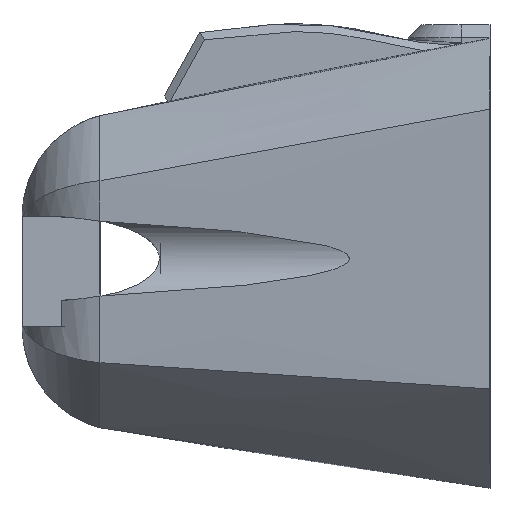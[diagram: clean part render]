
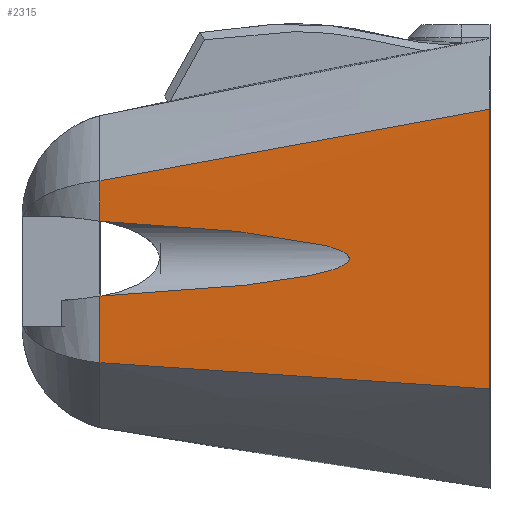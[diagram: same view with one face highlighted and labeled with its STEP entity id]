
A CAD part, left-side view. The second image highlights one B-rep face of the part: STEP entity #2315.
In plain terms, the highlighted free-form (B-spline) face has degree [3, 3] with [4, 4] control points.
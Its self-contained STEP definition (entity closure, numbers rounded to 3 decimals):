
#114=LINE('',#3475,#255);
#115=LINE('',#3493,#256);
#255=VECTOR('',#2523,10.);
#256=VECTOR('',#2528,10.);
#523=FACE_OUTER_BOUND('',#647,.T.);
#647=EDGE_LOOP('',(#2092,#2093,#2094,#2095,#2096,#2097,#2098));
#711=B_SPLINE_CURVE_WITH_KNOTS('',3,(#3500,#3501,#3502,#3503,#3504,#3505,
#3506,#3507,#3508,#3509,#3510,#3511,#3512,#3513),.UNSPECIFIED.,.F.,.F.,
(4,2,2,2,2,2,4),(-6.651,-3.894,-3.066,
-2.898,-2.825,-2.783,-2.749),
 .UNSPECIFIED.);
#712=B_SPLINE_CURVE_WITH_KNOTS('',3,(#3514,#3515,#3516,#3517,#3518,#3519,
#3520,#3521,#3522,#3523,#3524,#3525,#3526,#3527),.UNSPECIFIED.,.F.,.F.,
(4,2,2,2,2,2,4),(-2.749,-2.749,-2.711,
-2.654,-2.503,-1.841,0.),.UNSPECIFIED.);
#769=B_SPLINE_CURVE_WITH_KNOTS('',3,(#4114,#4115,#4116,#4117,#4118,#4119),
 .UNSPECIFIED.,.F.,.F.,(4,2,4),(-2.152,-1.076,0.),
 .UNSPECIFIED.);
#838=B_SPLINE_CURVE_WITH_KNOTS('',3,(#5061,#5062,#5063,#5064),
 .UNSPECIFIED.,.F.,.F.,(4,4),(0.,0.076),.UNSPECIFIED.);
#839=B_SPLINE_CURVE_WITH_KNOTS('',3,(#5065,#5066,#5067,#5068),
 .UNSPECIFIED.,.F.,.F.,(4,4),(0.,0.076),.UNSPECIFIED.);
#909=VERTEX_POINT('',#3472);
#910=VERTEX_POINT('',#3474);
#912=VERTEX_POINT('',#3485);
#913=VERTEX_POINT('',#3492);
#915=VERTEX_POINT('',#3498);
#995=VERTEX_POINT('',#4106);
#996=VERTEX_POINT('',#4113);
#1166=EDGE_CURVE('',#909,#910,#114,.T.);
#1170=EDGE_CURVE('',#912,#913,#115,.T.);
#1174=EDGE_CURVE('',#912,#915,#711,.T.);
#1175=EDGE_CURVE('',#915,#910,#712,.T.);
#1279=EDGE_CURVE('',#996,#995,#769,.T.);
#1434=EDGE_CURVE('',#909,#996,#838,.T.);
#1435=EDGE_CURVE('',#913,#995,#839,.T.);
#2092=ORIENTED_EDGE('',*,*,#1174,.T.);
#2093=ORIENTED_EDGE('',*,*,#1175,.T.);
#2094=ORIENTED_EDGE('',*,*,#1166,.F.);
#2095=ORIENTED_EDGE('',*,*,#1434,.T.);
#2096=ORIENTED_EDGE('',*,*,#1279,.T.);
#2097=ORIENTED_EDGE('',*,*,#1435,.F.);
#2098=ORIENTED_EDGE('',*,*,#1170,.F.);
#2196=B_SPLINE_SURFACE_WITH_KNOTS('',3,3,((#5045,#5046,#5047,#5048),(#5049,
#5050,#5051,#5052),(#5053,#5054,#5055,#5056),(#5057,#5058,#5059,#5060)),
 .UNSPECIFIED.,.F.,.F.,.F.,(4,4),(4,4),(0.,1.),(0.,0.076),
 .UNSPECIFIED.);
#2315=ADVANCED_FACE('',(#523),#2196,.F.);
#2523=DIRECTION('',(0.,0.,1.));
#2528=DIRECTION('',(0.,0.,1.));
#3472=CARTESIAN_POINT('',(-30.,265.,-12.));
#3474=CARTESIAN_POINT('',(-30.,265.,-6.877));
#3475=CARTESIAN_POINT('',(-30.,265.,2.));
#3485=CARTESIAN_POINT('',(-30.,265.,-1.123));
#3492=CARTESIAN_POINT('',(-30.,265.,2.));
#3493=CARTESIAN_POINT('',(-30.,265.,2.));
#3498=CARTESIAN_POINT('',(-31.8,245.829,-4.));
#3500=CARTESIAN_POINT('Ctrl Pts',(-30.,265.,-1.123));
#3501=CARTESIAN_POINT('Ctrl Pts',(-30.618,258.713,-1.423));
#3502=CARTESIAN_POINT('Ctrl Pts',(-31.12,253.312,-1.911));
#3503=CARTESIAN_POINT('Ctrl Pts',(-31.534,248.783,-2.705));
#3504=CARTESIAN_POINT('Ctrl Pts',(-31.655,247.445,-2.981));
#3505=CARTESIAN_POINT('Ctrl Pts',(-31.745,246.441,-3.405));
#3506=CARTESIAN_POINT('Ctrl Pts',(-31.762,246.249,-3.498));
#3507=CARTESIAN_POINT('Ctrl Pts',(-31.782,246.034,-3.654));
#3508=CARTESIAN_POINT('Ctrl Pts',(-31.787,245.969,-3.71));
#3509=CARTESIAN_POINT('Ctrl Pts',(-31.795,245.89,-3.809));
#3510=CARTESIAN_POINT('Ctrl Pts',(-31.797,245.865,-3.85));
#3511=CARTESIAN_POINT('Ctrl Pts',(-31.799,245.836,-3.928));
#3512=CARTESIAN_POINT('Ctrl Pts',(-31.8,245.829,-3.963));
#3513=CARTESIAN_POINT('Ctrl Pts',(-31.8,245.829,-4.));
#3514=CARTESIAN_POINT('Ctrl Pts',(-31.8,245.829,-4.));
#3515=CARTESIAN_POINT('Ctrl Pts',(-31.8,245.829,-4.001));
#3516=CARTESIAN_POINT('Ctrl Pts',(-31.8,245.829,-4.002));
#3517=CARTESIAN_POINT('Ctrl Pts',(-31.8,245.829,-4.044));
#3518=CARTESIAN_POINT('Ctrl Pts',(-31.799,245.838,-4.084));
#3519=CARTESIAN_POINT('Ctrl Pts',(-31.795,245.879,-4.18));
#3520=CARTESIAN_POINT('Ctrl Pts',(-31.792,245.919,-4.232));
#3521=CARTESIAN_POINT('Ctrl Pts',(-31.778,246.079,-4.397));
#3522=CARTESIAN_POINT('Ctrl Pts',(-31.762,246.257,-4.503));
#3523=CARTESIAN_POINT('Ctrl Pts',(-31.667,247.306,-5.001));
#3524=CARTESIAN_POINT('Ctrl Pts',(-31.526,248.871,-5.318));
#3525=CARTESIAN_POINT('Ctrl Pts',(-31.091,253.62,-6.117));
#3526=CARTESIAN_POINT('Ctrl Pts',(-30.599,258.899,-6.586));
#3527=CARTESIAN_POINT('Ctrl Pts',(-30.,265.,-6.877));
#4106=CARTESIAN_POINT('',(-32.743,235.,7.499));
#4113=CARTESIAN_POINT('',(-32.743,235.,-14.021));
#4114=CARTESIAN_POINT('Ctrl Pts',(-32.743,235.,-14.021));
#4115=CARTESIAN_POINT('Ctrl Pts',(-32.743,235.,-10.434));
#4116=CARTESIAN_POINT('Ctrl Pts',(-32.743,235.,-6.847));
#4117=CARTESIAN_POINT('Ctrl Pts',(-32.743,235.,0.326));
#4118=CARTESIAN_POINT('Ctrl Pts',(-32.743,235.,3.913));
#4119=CARTESIAN_POINT('Ctrl Pts',(-32.743,235.,7.499));
#5045=CARTESIAN_POINT('Ctrl Pts',(-30.,265.,-12.));
#5046=CARTESIAN_POINT('Ctrl Pts',(-30.982,255.006,-12.723));
#5047=CARTESIAN_POINT('Ctrl Pts',(-31.896,245.006,-13.397));
#5048=CARTESIAN_POINT('Ctrl Pts',(-32.743,235.,-14.021));
#5049=CARTESIAN_POINT('Ctrl Pts',(-30.,265.,-7.333));
#5050=CARTESIAN_POINT('Ctrl Pts',(-30.982,255.006,-7.159));
#5051=CARTESIAN_POINT('Ctrl Pts',(-31.896,245.006,-6.997));
#5052=CARTESIAN_POINT('Ctrl Pts',(-32.743,235.,-6.847));
#5053=CARTESIAN_POINT('Ctrl Pts',(-30.,265.,-2.667));
#5054=CARTESIAN_POINT('Ctrl Pts',(-30.982,255.006,-1.596));
#5055=CARTESIAN_POINT('Ctrl Pts',(-31.896,245.006,-0.598));
#5056=CARTESIAN_POINT('Ctrl Pts',(-32.743,235.,0.326));
#5057=CARTESIAN_POINT('Ctrl Pts',(-30.,265.,2.));
#5058=CARTESIAN_POINT('Ctrl Pts',(-30.982,255.006,3.968));
#5059=CARTESIAN_POINT('Ctrl Pts',(-31.896,245.006,5.801));
#5060=CARTESIAN_POINT('Ctrl Pts',(-32.743,235.,7.499));
#5061=CARTESIAN_POINT('Ctrl Pts',(-30.,265.,-12.));
#5062=CARTESIAN_POINT('Ctrl Pts',(-30.982,255.006,-12.723));
#5063=CARTESIAN_POINT('Ctrl Pts',(-31.896,245.006,-13.397));
#5064=CARTESIAN_POINT('Ctrl Pts',(-32.743,235.,-14.021));
#5065=CARTESIAN_POINT('Ctrl Pts',(-30.,265.,2.));
#5066=CARTESIAN_POINT('Ctrl Pts',(-30.982,255.006,3.968));
#5067=CARTESIAN_POINT('Ctrl Pts',(-31.896,245.006,5.801));
#5068=CARTESIAN_POINT('Ctrl Pts',(-32.743,235.,7.499));
